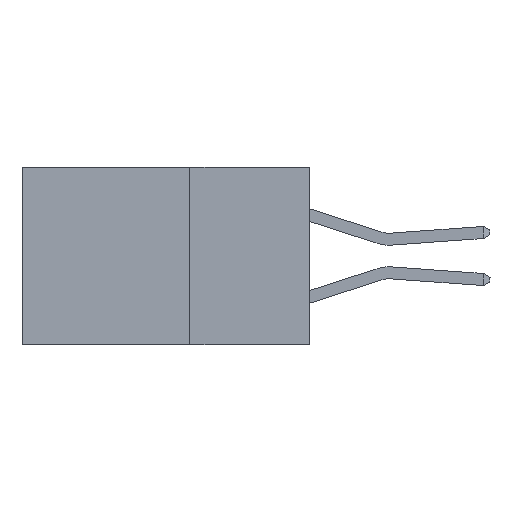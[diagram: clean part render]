
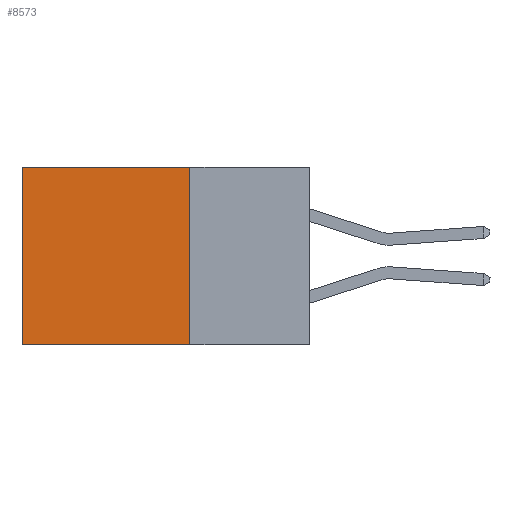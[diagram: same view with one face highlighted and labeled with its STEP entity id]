
A CAD part, left-side view. The second image highlights one B-rep face of the part: STEP entity #8573.
In plain terms, the highlighted planar face has unit normal (-1, 0, 0).
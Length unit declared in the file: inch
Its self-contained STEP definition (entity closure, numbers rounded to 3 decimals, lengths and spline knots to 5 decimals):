
#1074 = VERTEX_POINT ( 'NONE', #3270 ) ;
#2094 = CARTESIAN_POINT ( 'NONE',  ( 0.298, 0.25, 0. ) ) ;
#2446 = LINE ( 'NONE', #23029, #12131 ) ;
#2937 = CARTESIAN_POINT ( 'NONE',  ( 0.298, 0.6, -0.37 ) ) ;
#3048 = EDGE_CURVE ( 'NONE', #1074, #9141, #2446, .T. ) ;
#3270 = CARTESIAN_POINT ( 'NONE',  ( 0.298, 0.25, 0. ) ) ;
#3525 = CARTESIAN_POINT ( 'NONE',  ( 0.298, 0.25, -0.37 ) ) ;
#3891 = ORIENTED_EDGE ( 'NONE', *, *, #6051, .T. ) ;
#6051 = EDGE_CURVE ( 'NONE', #1074, #15632, #21992, .T. ) ;
#6079 = LINE ( 'NONE', #14981, #15197 ) ;
#6616 = ORIENTED_EDGE ( 'NONE', *, *, #3048, .F. ) ;
#7298 = VERTEX_POINT ( 'NONE', #2937 ) ;
#8573 = ADVANCED_FACE ( 'NONE', ( #21300 ), #14838, .F. ) ;
#9141 = VERTEX_POINT ( 'NONE', #3525 ) ;
#9380 = EDGE_CURVE ( 'NONE', #15632, #7298, #6079, .T. ) ;
#9400 = DIRECTION ( 'NONE',  ( 0., 0., -1. ) ) ;
#10034 = CARTESIAN_POINT ( 'NONE',  ( 0.298, 0.25, 0. ) ) ;
#10472 = VECTOR ( 'NONE', #22996, 39.37008 ) ;
#10523 = DIRECTION ( 'NONE',  ( 0., 0., -1. ) ) ;
#11321 = ORIENTED_EDGE ( 'NONE', *, *, #13481, .F. ) ;
#11900 = DIRECTION ( 'NONE',  ( 0., 1., 0. ) ) ;
#12131 = VECTOR ( 'NONE', #10523, 39.37008 ) ;
#13481 = EDGE_CURVE ( 'NONE', #9141, #7298, #15900, .T. ) ;
#14838 = PLANE ( 'NONE',  #23591 ) ;
#14981 = CARTESIAN_POINT ( 'NONE',  ( 0.298, 0.6, 0. ) ) ;
#15197 = VECTOR ( 'NONE', #16820, 39.37008 ) ;
#15632 = VERTEX_POINT ( 'NONE', #21659 ) ;
#15900 = LINE ( 'NONE', #21187, #10472 ) ;
#16820 = DIRECTION ( 'NONE',  ( 0., 0., -1. ) ) ;
#19459 = ORIENTED_EDGE ( 'NONE', *, *, #9380, .T. ) ;
#20366 = DIRECTION ( 'NONE',  ( 1., 0., 0. ) ) ;
#20868 = EDGE_LOOP ( 'NONE', ( #19459, #11321, #6616, #3891 ) ) ;
#21187 = CARTESIAN_POINT ( 'NONE',  ( 0.298, 0.25, -0.37 ) ) ;
#21300 = FACE_OUTER_BOUND ( 'NONE', #20868, .T. ) ;
#21427 = VECTOR ( 'NONE', #11900, 39.37008 ) ;
#21659 = CARTESIAN_POINT ( 'NONE',  ( 0.298, 0.6, 0. ) ) ;
#21992 = LINE ( 'NONE', #10034, #21427 ) ;
#22996 = DIRECTION ( 'NONE',  ( 0., 1., 0. ) ) ;
#23029 = CARTESIAN_POINT ( 'NONE',  ( 0.298, 0.25, 0. ) ) ;
#23591 = AXIS2_PLACEMENT_3D ( 'NONE', #2094, #20366, #9400 ) ;
